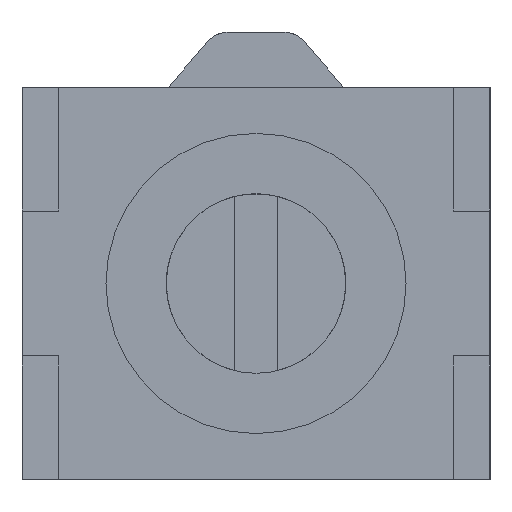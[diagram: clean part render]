
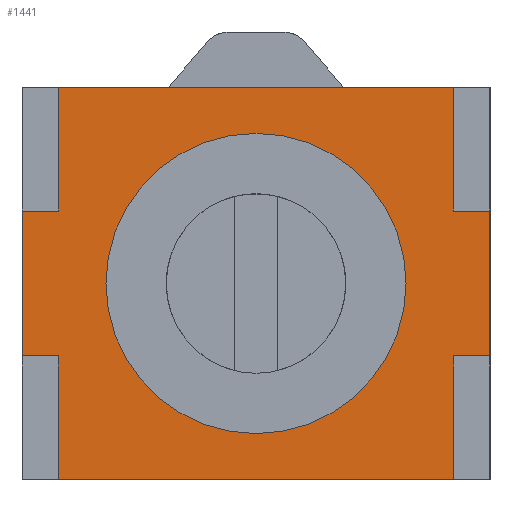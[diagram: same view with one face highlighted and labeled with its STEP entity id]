
A CAD part, left-side view. The second image highlights one B-rep face of the part: STEP entity #1441.
In plain terms, the highlighted planar face has unit normal (-1, 0, 0).
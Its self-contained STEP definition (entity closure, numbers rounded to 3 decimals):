
#375=VECTOR('',#1571,1.);
#401=VECTOR('',#1654,1.);
#402=VECTOR('',#1655,1.);
#403=VECTOR('',#1656,1.);
#404=VECTOR('',#1657,1.);
#405=VECTOR('',#1658,1.);
#406=VECTOR('',#1659,1.);
#407=VECTOR('',#1660,1.);
#408=VECTOR('',#1661,1.);
#409=VECTOR('',#1662,1.);
#410=VECTOR('',#1663,1.);
#411=VECTOR('',#1664,1.);
#469=LINE('',#2004,#375);
#495=LINE('',#2098,#401);
#496=LINE('',#2101,#402);
#497=LINE('',#2102,#403);
#498=LINE('',#2104,#404);
#499=LINE('',#2106,#405);
#500=LINE('',#2108,#406);
#501=LINE('',#2110,#407);
#502=LINE('',#2112,#408);
#503=LINE('',#2114,#409);
#504=LINE('',#2116,#410);
#505=LINE('',#2118,#411);
#559=PLANE('',#1794);
#630=VERTEX_POINT('',#2003);
#631=VERTEX_POINT('',#2005);
#664=VERTEX_POINT('',#2096);
#665=VERTEX_POINT('',#2099);
#666=VERTEX_POINT('',#2100);
#667=VERTEX_POINT('',#2103);
#668=VERTEX_POINT('',#2105);
#669=VERTEX_POINT('',#2107);
#670=VERTEX_POINT('',#2109);
#671=VERTEX_POINT('',#2111);
#672=VERTEX_POINT('',#2113);
#673=VERTEX_POINT('',#2115);
#674=VERTEX_POINT('',#2117);
#727=CIRCLE('',#1793,4.);
#783=EDGE_CURVE('',#630,#631,#469,.T.);
#827=EDGE_CURVE('',#664,#664,#727,.T.);
#828=EDGE_CURVE('',#665,#666,#495,.T.);
#829=EDGE_CURVE('',#631,#665,#496,.T.);
#830=EDGE_CURVE('',#667,#630,#497,.T.);
#831=EDGE_CURVE('',#668,#667,#498,.T.);
#832=EDGE_CURVE('',#669,#668,#499,.T.);
#833=EDGE_CURVE('',#670,#669,#500,.T.);
#834=EDGE_CURVE('',#671,#670,#501,.T.);
#835=EDGE_CURVE('',#672,#671,#502,.T.);
#836=EDGE_CURVE('',#673,#672,#503,.T.);
#837=EDGE_CURVE('',#674,#673,#504,.T.);
#838=EDGE_CURVE('',#666,#674,#505,.T.);
#1056=ORIENTED_EDGE('',*,*,#827,.F.);
#1057=ORIENTED_EDGE('',*,*,#828,.F.);
#1058=ORIENTED_EDGE('',*,*,#829,.F.);
#1059=ORIENTED_EDGE('',*,*,#783,.F.);
#1060=ORIENTED_EDGE('',*,*,#830,.F.);
#1061=ORIENTED_EDGE('',*,*,#831,.F.);
#1062=ORIENTED_EDGE('',*,*,#832,.F.);
#1063=ORIENTED_EDGE('',*,*,#833,.F.);
#1064=ORIENTED_EDGE('',*,*,#834,.F.);
#1065=ORIENTED_EDGE('',*,*,#835,.F.);
#1066=ORIENTED_EDGE('',*,*,#836,.F.);
#1067=ORIENTED_EDGE('',*,*,#837,.F.);
#1068=ORIENTED_EDGE('',*,*,#838,.F.);
#1257=EDGE_LOOP('',(#1056));
#1258=EDGE_LOOP('',(#1057,#1058,#1059,#1060,#1061,#1062,#1063,#1064,#1065,
#1066,#1067,#1068));
#1367=FACE_BOUND('',#1257,.T.);
#1368=FACE_BOUND('',#1258,.T.);
#1441=ADVANCED_FACE('',(#1367,#1368),#559,.F.);
#1571=DIRECTION('',(0.,0.,-1.));
#1651=DIRECTION('',(-1.,0.,0.));
#1652=DIRECTION('',(0.,0.,4.));
#1653=DIRECTION('',(1.,0.,0.));
#1654=DIRECTION('',(0.,0.,-1.));
#1655=DIRECTION('',(0.,1.,0.));
#1656=DIRECTION('',(0.,-1.,0.));
#1657=DIRECTION('',(0.,0.,-1.));
#1658=DIRECTION('',(0.,-1.,0.));
#1659=DIRECTION('',(0.,0.,1.));
#1660=DIRECTION('',(0.,-1.,0.));
#1661=DIRECTION('',(0.,0.,1.));
#1662=DIRECTION('',(0.,1.,0.));
#1663=DIRECTION('',(0.,0.,1.));
#1664=DIRECTION('',(0.,1.,0.));
#1793=AXIS2_PLACEMENT_3D('',#2095,#1651,#1652);
#1794=AXIS2_PLACEMENT_3D('',#2097,#1653,$);
#2003=CARTESIAN_POINT('',(0.8,-7.75,2.4));
#2004=CARTESIAN_POINT('',(0.8,-7.75,-2.4));
#2005=CARTESIAN_POINT('',(0.8,-7.75,-2.4));
#2095=CARTESIAN_POINT('',(0.8,0.,0.));
#2096=CARTESIAN_POINT('',(0.8,0.,4.));
#2097=CARTESIAN_POINT('',(0.8,0.,0.));
#2098=CARTESIAN_POINT('',(0.8,-6.55,-3.25));
#2099=CARTESIAN_POINT('',(0.8,-6.55,-2.4));
#2100=CARTESIAN_POINT('',(0.8,-6.55,-6.5));
#2101=CARTESIAN_POINT('',(0.8,15.096,-2.4));
#2102=CARTESIAN_POINT('',(0.8,15.096,2.4));
#2103=CARTESIAN_POINT('',(0.8,-6.55,2.4));
#2104=CARTESIAN_POINT('',(0.8,-6.55,-3.25));
#2105=CARTESIAN_POINT('',(0.8,-6.55,6.5));
#2106=CARTESIAN_POINT('',(0.8,-6.55,6.5));
#2107=CARTESIAN_POINT('',(0.8,6.55,6.5));
#2108=CARTESIAN_POINT('',(0.8,6.55,-3.25));
#2109=CARTESIAN_POINT('',(0.8,6.55,2.4));
#2110=CARTESIAN_POINT('',(0.8,15.096,2.4));
#2111=CARTESIAN_POINT('',(0.8,7.75,2.4));
#2112=CARTESIAN_POINT('',(0.8,7.75,2.4));
#2113=CARTESIAN_POINT('',(0.8,7.75,-2.4));
#2114=CARTESIAN_POINT('',(0.8,15.096,-2.4));
#2115=CARTESIAN_POINT('',(0.8,6.55,-2.4));
#2116=CARTESIAN_POINT('',(0.8,6.55,-3.25));
#2117=CARTESIAN_POINT('',(0.8,6.55,-6.5));
#2118=CARTESIAN_POINT('',(0.8,6.55,-6.5));
